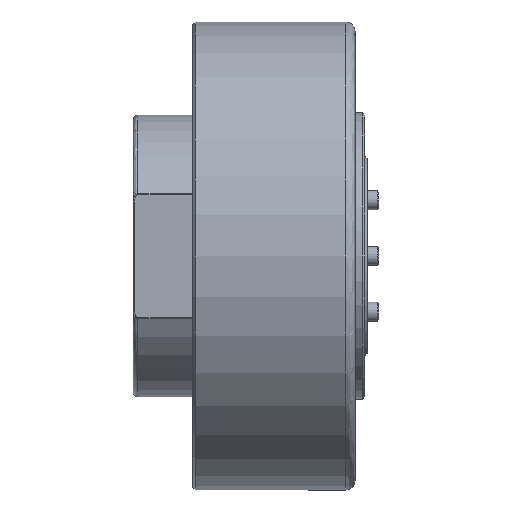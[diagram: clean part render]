
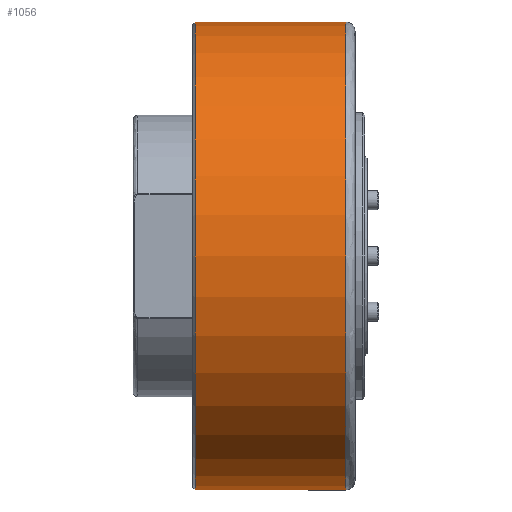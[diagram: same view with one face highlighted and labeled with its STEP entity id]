
A CAD part, front view. The second image highlights one B-rep face of the part: STEP entity #1056.
In plain terms, the highlighted cylindrical face has radius 49 mm (diameter 98 mm), a partial arc.
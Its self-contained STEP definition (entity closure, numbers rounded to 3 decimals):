
#35 = FACE_OUTER_BOUND ( 'NONE', #6122, .T. ) ;
#156 = ORIENTED_EDGE ( 'NONE', *, *, #4093, .T. ) ;
#384 = VERTEX_POINT ( 'NONE', #2055 ) ;
#658 = CARTESIAN_POINT ( 'NONE',  ( 695.232, 270.814, 49. ) ) ;
#1056 = ADVANCED_FACE ( 'NONE', ( #35 ), #2259, .T. ) ;
#1241 = AXIS2_PLACEMENT_3D ( 'NONE', #2943, #5686, #3034 ) ;
#1314 = AXIS2_PLACEMENT_3D ( 'NONE', #5071, #1695, #8387 ) ;
#1695 = DIRECTION ( 'NONE',  ( -1., 0., 0. ) ) ;
#2055 = CARTESIAN_POINT ( 'NONE',  ( 710.982, 270.814, -49. ) ) ;
#2254 = LINE ( 'NONE', #4267, #4364 ) ;
#2259 = CYLINDRICAL_SURFACE ( 'NONE', #1241, 49. ) ;
#2301 = EDGE_CURVE ( 'NONE', #384, #3160, #2254, .T. ) ;
#2401 = ORIENTED_EDGE ( 'NONE', *, *, #2644, .T. ) ;
#2433 = DIRECTION ( 'NONE',  ( 1., 0., 0. ) ) ;
#2641 = CIRCLE ( 'NONE', #3626, 49. ) ;
#2644 = EDGE_CURVE ( 'NONE', #2828, #4445, #6871, .T. ) ;
#2736 = CIRCLE ( 'NONE', #1314, 49. ) ;
#2828 = VERTEX_POINT ( 'NONE', #5070 ) ;
#2943 = CARTESIAN_POINT ( 'NONE',  ( 695.232, 270.814, 0. ) ) ;
#3034 = DIRECTION ( 'NONE',  ( 0., 0., 1. ) ) ;
#3160 = VERTEX_POINT ( 'NONE', #7596 ) ;
#3626 = AXIS2_PLACEMENT_3D ( 'NONE', #6337, #2433, #5105 ) ;
#4093 = EDGE_CURVE ( 'NONE', #4445, #3160, #2641, .T. ) ;
#4267 = CARTESIAN_POINT ( 'NONE',  ( 695.232, 270.814, -49. ) ) ;
#4315 = CARTESIAN_POINT ( 'NONE',  ( 679.482, 270.814, 49. ) ) ;
#4353 = VECTOR ( 'NONE', #7555, 1000. ) ;
#4364 = VECTOR ( 'NONE', #7000, 1000. ) ;
#4397 = EDGE_CURVE ( 'NONE', #384, #2828, #2736, .T. ) ;
#4445 = VERTEX_POINT ( 'NONE', #4315 ) ;
#4732 = ORIENTED_EDGE ( 'NONE', *, *, #2301, .F. ) ;
#5070 = CARTESIAN_POINT ( 'NONE',  ( 710.982, 270.814, 49. ) ) ;
#5071 = CARTESIAN_POINT ( 'NONE',  ( 710.982, 270.814, 0. ) ) ;
#5105 = DIRECTION ( 'NONE',  ( 0., 0., 1. ) ) ;
#5686 = DIRECTION ( 'NONE',  ( -1., 0., 0. ) ) ;
#6122 = EDGE_LOOP ( 'NONE', ( #4732, #8678, #2401, #156 ) ) ;
#6337 = CARTESIAN_POINT ( 'NONE',  ( 679.482, 270.814, 0. ) ) ;
#6871 = LINE ( 'NONE', #658, #4353 ) ;
#7000 = DIRECTION ( 'NONE',  ( -1., 0., 0. ) ) ;
#7555 = DIRECTION ( 'NONE',  ( -1., 0., 0. ) ) ;
#7596 = CARTESIAN_POINT ( 'NONE',  ( 679.482, 270.814, -49. ) ) ;
#8387 = DIRECTION ( 'NONE',  ( 0., 0., 1. ) ) ;
#8678 = ORIENTED_EDGE ( 'NONE', *, *, #4397, .T. ) ;
